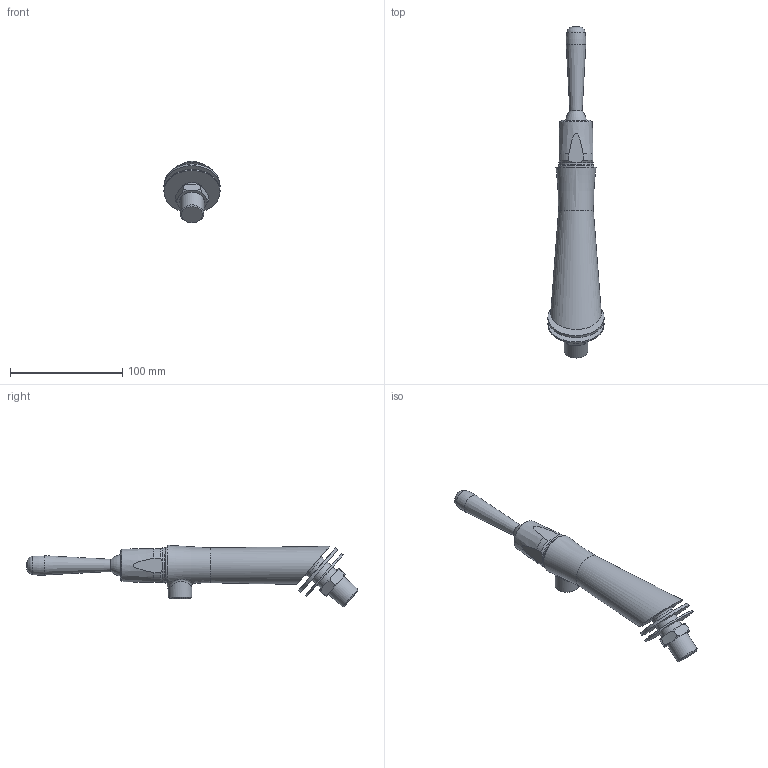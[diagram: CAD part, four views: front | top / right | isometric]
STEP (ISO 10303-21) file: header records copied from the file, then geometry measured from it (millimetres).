
FILE_DESCRIPTION(/* description */ ('Unknown'),/* implementation_level */ '2;1');
FILE_NAME(/* name */ '64663stp',/* time_stamp */ '2023-01-31T11:39:47+01:00',/* author */ ('Unknown'),/* organization */ ('Unknown'),/* preprocessor_version */ 'ST-DEVELOPER v16.7',/* originating_system */ 'DEX',/* authorisation */ $);
FILE_SCHEMA (('AUTOMOTIVE_DESIGN {1 0 10303 214 3 1 1}'));
Length unit declared in the file: millimetre
Products named in the file (1): F7949
Bounding box: 50 x 295.63 x 54.71 mm (x, y, z)
Volume: 189473.6 mm3; surface area: 35817.3 mm2
Topology: 3 solids, 3 shells, 78 faces, 182 edges, 118 vertices
Faces by surface type: plane 25, cone 22, cylinder 20, torus 8, bspline 2, sphere 1
Full cylindrical faces by diameter (mm): 21 x4, 21.5 x1, 22 x1, 31 x1, 32 x1, 50 x2
Entity records: 3246 total; most frequent: CARTESIAN_POINT 1130, DIRECTION 328, ORIENTED_EDGE 288, AXIS2_PLACEMENT_3D 148, EDGE_CURVE 144, EDGE_LOOP 117, FACE_BOUND 117, VERTEX_POINT 107
